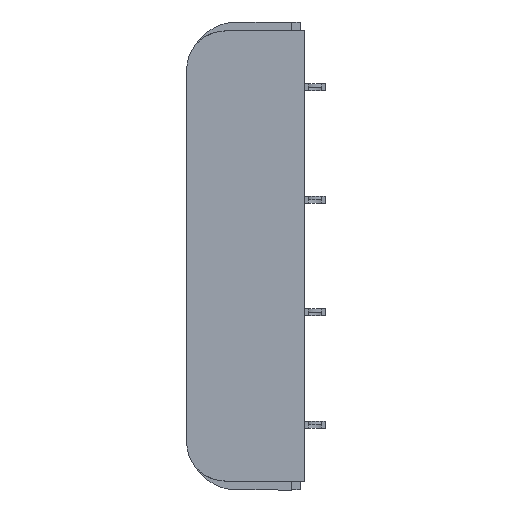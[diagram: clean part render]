
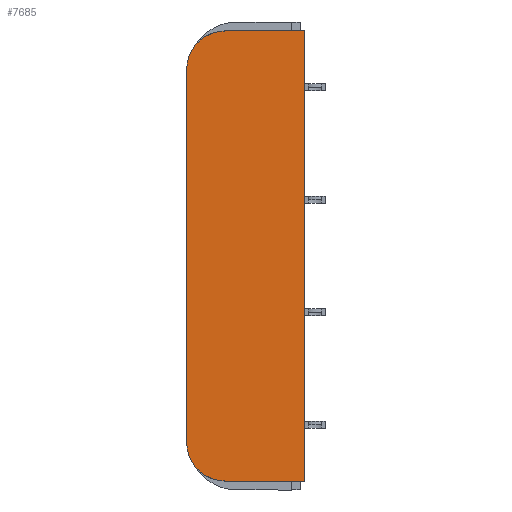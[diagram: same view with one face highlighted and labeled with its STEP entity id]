
A CAD part, left-side view. The second image highlights one B-rep face of the part: STEP entity #7685.
In plain terms, the highlighted planar face has unit normal (-1, 0, 0).
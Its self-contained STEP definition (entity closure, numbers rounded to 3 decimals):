
#419 = CARTESIAN_POINT ( 'NONE',  ( -30., 19.72, -26.5 ) ) ;
#674 = LINE ( 'NONE', #11047, #14243 ) ;
#694 = ORIENTED_EDGE ( 'NONE', *, *, #14067, .F. ) ;
#713 = CARTESIAN_POINT ( 'NONE',  ( -30., 14.22, 26.5 ) ) ;
#809 = CARTESIAN_POINT ( 'NONE',  ( -30., 19.72, 26.5 ) ) ;
#856 = CARTESIAN_POINT ( 'NONE',  ( -30., 14.22, -26.5 ) ) ;
#1048 = DIRECTION ( 'NONE',  ( 0., 0., -1. ) ) ;
#1109 = ORIENTED_EDGE ( 'NONE', *, *, #7584, .F. ) ;
#1920 = VERTEX_POINT ( 'NONE', #419 ) ;
#2946 = VECTOR ( 'NONE', #14174, 1000. ) ;
#3401 = VECTOR ( 'NONE', #1048, 1000. ) ;
#3687 = EDGE_CURVE ( 'NONE', #6565, #1920, #7735, .T. ) ;
#4117 = DIRECTION ( 'NONE',  ( 0., 0., 1. ) ) ;
#4882 = AXIS2_PLACEMENT_3D ( 'NONE', #713, #15178, #5289 ) ;
#5177 = DIRECTION ( 'NONE',  ( 1., 0., 0. ) ) ;
#5289 = DIRECTION ( 'NONE',  ( 0., 0., 1. ) ) ;
#5476 = LINE ( 'NONE', #10600, #14776 ) ;
#6565 = VERTEX_POINT ( 'NONE', #11316 ) ;
#6893 = CARTESIAN_POINT ( 'NONE',  ( -30., 3.02, 32. ) ) ;
#7010 = LINE ( 'NONE', #6893, #3401 ) ;
#7333 = VERTEX_POINT ( 'NONE', #13505 ) ;
#7584 = EDGE_CURVE ( 'NONE', #7333, #15542, #7010, .T. ) ;
#7671 = AXIS2_PLACEMENT_3D ( 'NONE', #856, #5177, #8104 ) ;
#7685 = ADVANCED_FACE ( 'NONE', ( #17431 ), #18398, .T. ) ;
#7735 = CIRCLE ( 'NONE', #7671, 5.5 ) ;
#8104 = DIRECTION ( 'NONE',  ( 0., 0., 1. ) ) ;
#8239 = EDGE_CURVE ( 'NONE', #1920, #17549, #11302, .T. ) ;
#8591 = ORIENTED_EDGE ( 'NONE', *, *, #8239, .F. ) ;
#9621 = EDGE_LOOP ( 'NONE', ( #694, #10534, #8591, #13500, #11922, #1109 ) ) ;
#9671 = AXIS2_PLACEMENT_3D ( 'NONE', #12799, #12667, #4117 ) ;
#9764 = DIRECTION ( 'NONE',  ( 0., -1., 0. ) ) ;
#10534 = ORIENTED_EDGE ( 'NONE', *, *, #13394, .F. ) ;
#10600 = CARTESIAN_POINT ( 'NONE',  ( -30., 3.02, -32. ) ) ;
#11047 = CARTESIAN_POINT ( 'NONE',  ( -30., 3.02, 32. ) ) ;
#11302 = LINE ( 'NONE', #17006, #2946 ) ;
#11316 = CARTESIAN_POINT ( 'NONE',  ( -30., 14.22, -32. ) ) ;
#11922 = ORIENTED_EDGE ( 'NONE', *, *, #12221, .F. ) ;
#12221 = EDGE_CURVE ( 'NONE', #15542, #6565, #5476, .T. ) ;
#12633 = CARTESIAN_POINT ( 'NONE',  ( -30., 14.22, 32. ) ) ;
#12667 = DIRECTION ( 'NONE',  ( -1., 0., 0. ) ) ;
#12799 = CARTESIAN_POINT ( 'NONE',  ( -30., 14.22, 26.5 ) ) ;
#13394 = EDGE_CURVE ( 'NONE', #17549, #16327, #17650, .T. ) ;
#13500 = ORIENTED_EDGE ( 'NONE', *, *, #3687, .F. ) ;
#13505 = CARTESIAN_POINT ( 'NONE',  ( -30., 3.02, 32. ) ) ;
#14067 = EDGE_CURVE ( 'NONE', #16327, #7333, #674, .T. ) ;
#14174 = DIRECTION ( 'NONE',  ( 0., 0., 1. ) ) ;
#14243 = VECTOR ( 'NONE', #9764, 1000. ) ;
#14776 = VECTOR ( 'NONE', #18047, 1000. ) ;
#15178 = DIRECTION ( 'NONE',  ( 1., 0., 0. ) ) ;
#15187 = CARTESIAN_POINT ( 'NONE',  ( -30., 3.02, -32. ) ) ;
#15542 = VERTEX_POINT ( 'NONE', #15187 ) ;
#16327 = VERTEX_POINT ( 'NONE', #12633 ) ;
#17006 = CARTESIAN_POINT ( 'NONE',  ( -30., 19.72, 26.5 ) ) ;
#17431 = FACE_OUTER_BOUND ( 'NONE', #9621, .T. ) ;
#17549 = VERTEX_POINT ( 'NONE', #809 ) ;
#17650 = CIRCLE ( 'NONE', #4882, 5.5 ) ;
#18047 = DIRECTION ( 'NONE',  ( 0., 1., 0. ) ) ;
#18398 = PLANE ( 'NONE',  #9671 ) ;
